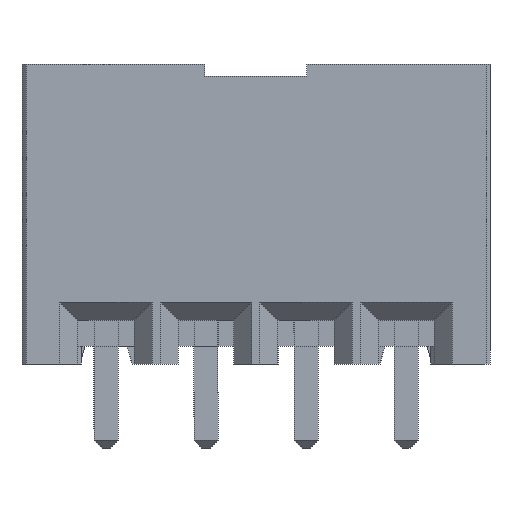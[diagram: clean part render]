
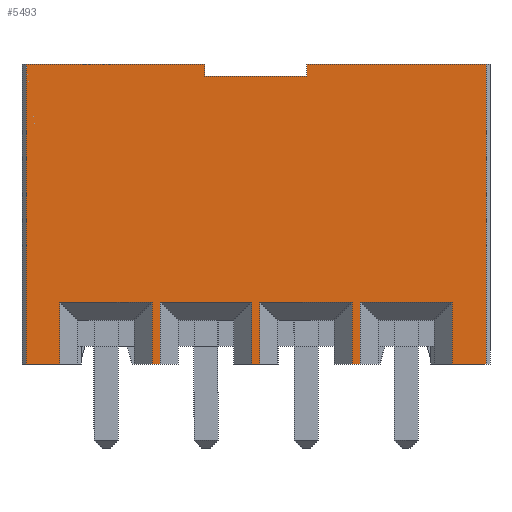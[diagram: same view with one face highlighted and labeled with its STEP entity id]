
A CAD part, front view. The second image highlights one B-rep face of the part: STEP entity #5493.
In plain terms, the highlighted planar face has unit normal (0, -1, 0).
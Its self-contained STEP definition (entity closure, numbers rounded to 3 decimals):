
#526=ORIENTED_EDGE('',*,*,#2062,.T.);
#527=ORIENTED_EDGE('',*,*,#2063,.T.);
#528=ORIENTED_EDGE('',*,*,#1819,.F.);
#529=ORIENTED_EDGE('',*,*,#2064,.T.);
#530=ORIENTED_EDGE('',*,*,#2065,.T.);
#531=ORIENTED_EDGE('',*,*,#2066,.T.);
#532=ORIENTED_EDGE('',*,*,#1899,.F.);
#533=ORIENTED_EDGE('',*,*,#2067,.T.);
#534=ORIENTED_EDGE('',*,*,#2068,.T.);
#535=ORIENTED_EDGE('',*,*,#2069,.T.);
#536=ORIENTED_EDGE('',*,*,#1944,.F.);
#537=ORIENTED_EDGE('',*,*,#2070,.T.);
#538=ORIENTED_EDGE('',*,*,#2071,.T.);
#539=ORIENTED_EDGE('',*,*,#2072,.T.);
#540=ORIENTED_EDGE('',*,*,#2073,.F.);
#541=ORIENTED_EDGE('',*,*,#2074,.F.);
#542=ORIENTED_EDGE('',*,*,#2043,.T.);
#543=ORIENTED_EDGE('',*,*,#2075,.T.);
#544=ORIENTED_EDGE('',*,*,#2076,.T.);
#545=ORIENTED_EDGE('',*,*,#2077,.T.);
#546=ORIENTED_EDGE('',*,*,#2058,.T.);
#547=ORIENTED_EDGE('',*,*,#2078,.T.);
#548=ORIENTED_EDGE('',*,*,#1728,.F.);
#549=ORIENTED_EDGE('',*,*,#2079,.T.);
#1728=EDGE_CURVE('',#2518,#2519,#3046,.T.);
#1819=EDGE_CURVE('',#2604,#2605,#3137,.T.);
#1899=EDGE_CURVE('',#2667,#2668,#3217,.T.);
#1944=EDGE_CURVE('',#2705,#2706,#3262,.T.);
#2043=EDGE_CURVE('',#2787,#2786,#3361,.T.);
#2058=EDGE_CURVE('',#2798,#2797,#3376,.T.);
#2062=EDGE_CURVE('',#2800,#2801,#3380,.T.);
#2063=EDGE_CURVE('',#2801,#2605,#3381,.T.);
#2064=EDGE_CURVE('',#2604,#2802,#3382,.T.);
#2065=EDGE_CURVE('',#2802,#2803,#3383,.T.);
#2066=EDGE_CURVE('',#2803,#2668,#3384,.T.);
#2067=EDGE_CURVE('',#2667,#2804,#3385,.T.);
#2068=EDGE_CURVE('',#2804,#2805,#3386,.T.);
#2069=EDGE_CURVE('',#2805,#2706,#3387,.T.);
#2070=EDGE_CURVE('',#2705,#2806,#3388,.T.);
#2071=EDGE_CURVE('',#2806,#2807,#3389,.T.);
#2072=EDGE_CURVE('',#2807,#2808,#3390,.T.);
#2073=EDGE_CURVE('',#2809,#2808,#3391,.T.);
#2074=EDGE_CURVE('',#2787,#2809,#3392,.T.);
#2075=EDGE_CURVE('',#2786,#2810,#3393,.T.);
#2076=EDGE_CURVE('',#2810,#2811,#3394,.T.);
#2077=EDGE_CURVE('',#2811,#2798,#3395,.T.);
#2078=EDGE_CURVE('',#2797,#2519,#3396,.T.);
#2079=EDGE_CURVE('',#2518,#2800,#3397,.T.);
#2518=VERTEX_POINT('',#7605);
#2519=VERTEX_POINT('',#7607);
#2604=VERTEX_POINT('',#7792);
#2605=VERTEX_POINT('',#7793);
#2667=VERTEX_POINT('',#7944);
#2668=VERTEX_POINT('',#7945);
#2705=VERTEX_POINT('',#8034);
#2706=VERTEX_POINT('',#8035);
#2786=VERTEX_POINT('',#8228);
#2787=VERTEX_POINT('',#8230);
#2797=VERTEX_POINT('',#8255);
#2798=VERTEX_POINT('',#8257);
#2800=VERTEX_POINT('',#8264);
#2801=VERTEX_POINT('',#8265);
#2802=VERTEX_POINT('',#8268);
#2803=VERTEX_POINT('',#8270);
#2804=VERTEX_POINT('',#8273);
#2805=VERTEX_POINT('',#8275);
#2806=VERTEX_POINT('',#8278);
#2807=VERTEX_POINT('',#8280);
#2808=VERTEX_POINT('',#8282);
#2809=VERTEX_POINT('',#8284);
#2810=VERTEX_POINT('',#8287);
#2811=VERTEX_POINT('',#8289);
#3046=LINE('',#7606,#3842);
#3137=LINE('',#7791,#3933);
#3217=LINE('',#7943,#4013);
#3262=LINE('',#8033,#4058);
#3361=LINE('',#8229,#4157);
#3376=LINE('',#8256,#4172);
#3380=LINE('',#8263,#4176);
#3381=LINE('',#8266,#4177);
#3382=LINE('',#8267,#4178);
#3383=LINE('',#8269,#4179);
#3384=LINE('',#8271,#4180);
#3385=LINE('',#8272,#4181);
#3386=LINE('',#8274,#4182);
#3387=LINE('',#8276,#4183);
#3388=LINE('',#8277,#4184);
#3389=LINE('',#8279,#4185);
#3390=LINE('',#8281,#4186);
#3391=LINE('',#8283,#4187);
#3392=LINE('',#8285,#4188);
#3393=LINE('',#8286,#4189);
#3394=LINE('',#8288,#4190);
#3395=LINE('',#8290,#4191);
#3396=LINE('',#8291,#4192);
#3397=LINE('',#8292,#4193);
#3842=VECTOR('',#6162,1000.);
#3933=VECTOR('',#6271,1000.);
#4013=VECTOR('',#6369,1000.);
#4058=VECTOR('',#6428,1000.);
#4157=VECTOR('',#6557,1000.);
#4172=VECTOR('',#6574,1000.);
#4176=VECTOR('',#6580,1000.);
#4177=VECTOR('',#6581,1000.);
#4178=VECTOR('',#6582,1000.);
#4179=VECTOR('',#6583,1000.);
#4180=VECTOR('',#6584,1000.);
#4181=VECTOR('',#6585,1000.);
#4182=VECTOR('',#6586,1000.);
#4183=VECTOR('',#6587,1000.);
#4184=VECTOR('',#6588,1000.);
#4185=VECTOR('',#6589,1000.);
#4186=VECTOR('',#6590,1000.);
#4187=VECTOR('',#6591,1000.);
#4188=VECTOR('',#6592,1000.);
#4189=VECTOR('',#6593,1000.);
#4190=VECTOR('',#6594,1000.);
#4191=VECTOR('',#6595,1000.);
#4192=VECTOR('',#6596,1000.);
#4193=VECTOR('',#6597,1000.);
#4613=EDGE_LOOP('',(#526,#527,#528,#529,#530,#531,#532,#533,#534,#535,#536,
#537,#538,#539,#540,#541,#542,#543,#544,#545,#546,#547,#548,#549));
#4913=FACE_BOUND('',#4613,.T.);
#5209=PLANE('',#5805);
#5493=ADVANCED_FACE('',(#4913),#5209,.T.);
#5805=AXIS2_PLACEMENT_3D('',#8262,#6578,#6579);
#6162=DIRECTION('',(-1.,0.,0.));
#6271=DIRECTION('',(-1.,0.,0.));
#6369=DIRECTION('',(-1.,0.,0.));
#6428=DIRECTION('',(-1.,0.,0.));
#6557=DIRECTION('',(-1.,0.,0.));
#6574=DIRECTION('',(-1.,0.,0.));
#6578=DIRECTION('',(0.,-1.,0.));
#6579=DIRECTION('',(1.,0.,0.));
#6580=DIRECTION('',(1.,0.,0.));
#6581=DIRECTION('',(0.,0.,-1.));
#6582=DIRECTION('',(0.,0.,1.));
#6583=DIRECTION('',(1.,0.,0.));
#6584=DIRECTION('',(0.,0.,-1.));
#6585=DIRECTION('',(0.,0.,1.));
#6586=DIRECTION('',(1.,0.,0.));
#6587=DIRECTION('',(0.,0.,-1.));
#6588=DIRECTION('',(0.,0.,1.));
#6589=DIRECTION('',(1.,0.,0.));
#6590=DIRECTION('',(0.,0.,-1.));
#6591=DIRECTION('',(-1.,0.,0.));
#6592=DIRECTION('',(0.,0.,-1.));
#6593=DIRECTION('',(0.,0.,-1.));
#6594=DIRECTION('',(-1.,0.,0.));
#6595=DIRECTION('',(0.,0.,1.));
#6596=DIRECTION('',(0.,0.,-1.));
#6597=DIRECTION('',(0.,0.,1.));
#7605=CARTESIAN_POINT('',(-4.9,-2.6,-3.75));
#7606=CARTESIAN_POINT('',(5.75,-2.6,-3.75));
#7607=CARTESIAN_POINT('',(-5.75,-2.6,-3.75));
#7791=CARTESIAN_POINT('',(5.75,-2.6,-3.75));
#7792=CARTESIAN_POINT('',(-2.4,-2.6,-3.75));
#7793=CARTESIAN_POINT('',(-2.6,-2.6,-3.75));
#7943=CARTESIAN_POINT('',(5.75,-2.6,-3.75));
#7944=CARTESIAN_POINT('',(0.1,-2.6,-3.75));
#7945=CARTESIAN_POINT('',(-0.1,-2.6,-3.75));
#8033=CARTESIAN_POINT('',(5.75,-2.6,-3.75));
#8034=CARTESIAN_POINT('',(2.6,-2.6,-3.75));
#8035=CARTESIAN_POINT('',(2.4,-2.6,-3.75));
#8228=CARTESIAN_POINT('',(1.275,-2.6,3.75));
#8229=CARTESIAN_POINT('',(5.75,-2.6,3.75));
#8230=CARTESIAN_POINT('',(5.75,-2.6,3.75));
#8255=CARTESIAN_POINT('',(-5.75,-2.6,3.75));
#8256=CARTESIAN_POINT('',(5.75,-2.6,3.75));
#8257=CARTESIAN_POINT('',(-1.275,-2.6,3.75));
#8262=CARTESIAN_POINT('',(5.75,-2.6,3.75));
#8263=CARTESIAN_POINT('',(-3.05,-2.6,-2.2));
#8264=CARTESIAN_POINT('',(-4.9,-2.6,-2.2));
#8265=CARTESIAN_POINT('',(-2.6,-2.6,-2.2));
#8266=CARTESIAN_POINT('',(-2.6,-2.6,3.75));
#8267=CARTESIAN_POINT('',(-2.4,-2.6,3.75));
#8268=CARTESIAN_POINT('',(-2.4,-2.6,-2.2));
#8269=CARTESIAN_POINT('',(-0.55,-2.6,-2.2));
#8270=CARTESIAN_POINT('',(-0.1,-2.6,-2.2));
#8271=CARTESIAN_POINT('',(-0.1,-2.6,3.75));
#8272=CARTESIAN_POINT('',(0.1,-2.6,3.75));
#8273=CARTESIAN_POINT('',(0.1,-2.6,-2.2));
#8274=CARTESIAN_POINT('',(1.95,-2.6,-2.2));
#8275=CARTESIAN_POINT('',(2.4,-2.6,-2.2));
#8276=CARTESIAN_POINT('',(2.4,-2.6,3.75));
#8277=CARTESIAN_POINT('',(2.6,-2.6,3.75));
#8278=CARTESIAN_POINT('',(2.6,-2.6,-2.2));
#8279=CARTESIAN_POINT('',(4.45,-2.6,-2.2));
#8280=CARTESIAN_POINT('',(4.9,-2.6,-2.2));
#8281=CARTESIAN_POINT('',(4.9,-2.6,3.75));
#8282=CARTESIAN_POINT('',(4.9,-2.6,-3.75));
#8283=CARTESIAN_POINT('',(5.75,-2.6,-3.75));
#8284=CARTESIAN_POINT('',(5.75,-2.6,-3.75));
#8285=CARTESIAN_POINT('',(5.75,-2.6,3.75));
#8286=CARTESIAN_POINT('',(1.275,-2.6,3.75));
#8287=CARTESIAN_POINT('',(1.275,-2.6,3.45));
#8288=CARTESIAN_POINT('',(5.75,-2.6,3.45));
#8289=CARTESIAN_POINT('',(-1.275,-2.6,3.45));
#8290=CARTESIAN_POINT('',(-1.275,-2.6,3.75));
#8291=CARTESIAN_POINT('',(-5.75,-2.6,3.75));
#8292=CARTESIAN_POINT('',(-4.9,-2.6,3.75));
